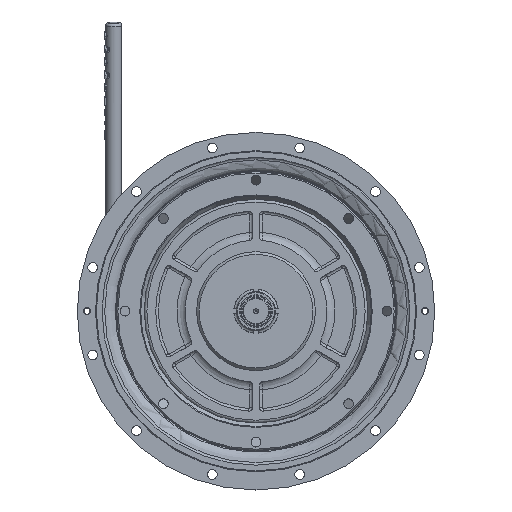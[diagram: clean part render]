
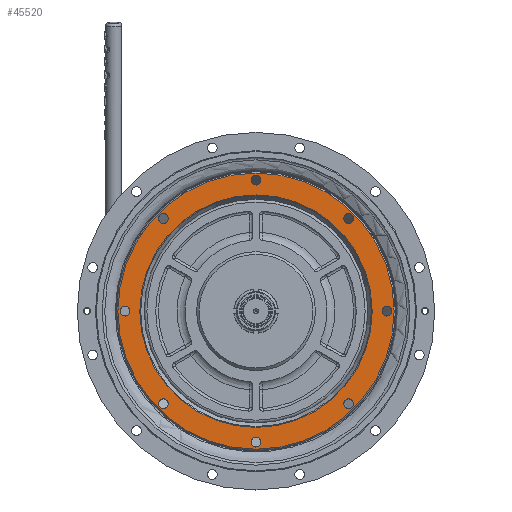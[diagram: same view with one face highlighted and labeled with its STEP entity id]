
A CAD part, top view. The second image highlights one B-rep face of the part: STEP entity #45520.
In plain terms, the highlighted planar face has unit normal (0, 0, 1).
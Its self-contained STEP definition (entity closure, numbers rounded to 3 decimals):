
#790 = DIRECTION ( 'NONE',  ( 0., 0., 1. ) ) ;
#1519 = FACE_BOUND ( 'NONE', #24854, .T. ) ;
#2069 = EDGE_LOOP ( 'NONE', ( #3281 ) ) ;
#2175 = VERTEX_POINT ( 'NONE', #53414 ) ;
#3261 = FACE_BOUND ( 'NONE', #48798, .T. ) ;
#3281 = ORIENTED_EDGE ( 'NONE', *, *, #21795, .T. ) ;
#5224 = DIRECTION ( 'NONE',  ( -1., 0., 0. ) ) ;
#7473 = CARTESIAN_POINT ( 'NONE',  ( 98.904, -104.404, 53.8 ) ) ;
#8465 = CARTESIAN_POINT ( 'NONE',  ( -104.404, 104.404, 53.8 ) ) ;
#10224 = AXIS2_PLACEMENT_3D ( 'NONE', #33775, #790, #39347 ) ;
#10698 = ORIENTED_EDGE ( 'NONE', *, *, #29195, .T. ) ;
#10758 = DIRECTION ( 'NONE',  ( 0., 0., -1. ) ) ;
#11499 = EDGE_LOOP ( 'NONE', ( #57259 ) ) ;
#11578 = EDGE_CURVE ( 'NONE', #67720, #67720, #43770, .T. ) ;
#11590 = EDGE_CURVE ( 'NONE', #53083, #53083, #23931, .T. ) ;
#13269 = CARTESIAN_POINT ( 'NONE',  ( 155.66, 0., 53.8 ) ) ;
#14029 = DIRECTION ( 'NONE',  ( -1., 0., 0. ) ) ;
#14502 = FACE_BOUND ( 'NONE', #2069, .T. ) ;
#15783 = CARTESIAN_POINT ( 'NONE',  ( 0., 0., 53.8 ) ) ;
#16133 = CARTESIAN_POINT ( 'NONE',  ( -5.5, -147.65, 53.8 ) ) ;
#16153 = EDGE_CURVE ( 'NONE', #62554, #62554, #60802, .T. ) ;
#16227 = FACE_OUTER_BOUND ( 'NONE', #24210, .T. ) ;
#16357 = DIRECTION ( 'NONE',  ( 0., 0., -1. ) ) ;
#16823 = CARTESIAN_POINT ( 'NONE',  ( 147.65, 0., 53.8 ) ) ;
#17923 = AXIS2_PLACEMENT_3D ( 'NONE', #43734, #10758, #49231 ) ;
#19952 = AXIS2_PLACEMENT_3D ( 'NONE', #16823, #16357, #70239 ) ;
#20722 = DIRECTION ( 'NONE',  ( -1., 0., 0. ) ) ;
#21274 = DIRECTION ( 'NONE',  ( 1., 0., 0. ) ) ;
#21795 = EDGE_CURVE ( 'NONE', #55628, #55628, #40142, .T. ) ;
#22300 = DIRECTION ( 'NONE',  ( 0., 0., -1. ) ) ;
#23372 = ORIENTED_EDGE ( 'NONE', *, *, #16153, .T. ) ;
#23931 = CIRCLE ( 'NONE', #19952, 5.5 ) ;
#24210 = EDGE_LOOP ( 'NONE', ( #23372 ) ) ;
#24854 = EDGE_LOOP ( 'NONE', ( #40088 ) ) ;
#25982 = CARTESIAN_POINT ( 'NONE',  ( -5.5, 147.65, 53.8 ) ) ;
#26106 = DIRECTION ( 'NONE',  ( 0., 0., -1. ) ) ;
#28432 = AXIS2_PLACEMENT_3D ( 'NONE', #8465, #46962, #14029 ) ;
#28550 = DIRECTION ( 'NONE',  ( 0., 0., -1. ) ) ;
#29110 = FACE_BOUND ( 'NONE', #46272, .T. ) ;
#29162 = EDGE_LOOP ( 'NONE', ( #54111 ) ) ;
#29195 = EDGE_CURVE ( 'NONE', #59947, #59947, #69442, .T. ) ;
#29763 = VERTEX_POINT ( 'NONE', #25982 ) ;
#30292 = DIRECTION ( 'NONE',  ( 0., 0., -1. ) ) ;
#30851 = FACE_BOUND ( 'NONE', #11499, .T. ) ;
#33775 = CARTESIAN_POINT ( 'NONE',  ( -19., 148.792, 53.8 ) ) ;
#34320 = EDGE_CURVE ( 'NONE', #54730, #54730, #66493, .T. ) ;
#35185 = ORIENTED_EDGE ( 'NONE', *, *, #11590, .T. ) ;
#35359 = EDGE_LOOP ( 'NONE', ( #71383 ) ) ;
#36886 = EDGE_CURVE ( 'NONE', #38433, #38433, #42020, .T. ) ;
#36898 = AXIS2_PLACEMENT_3D ( 'NONE', #63251, #30292, #68764 ) ;
#38266 = DIRECTION ( 'NONE',  ( 0., 0., -1. ) ) ;
#38433 = VERTEX_POINT ( 'NONE', #64017 ) ;
#38644 = PLANE ( 'NONE',  #10224 ) ;
#39347 = DIRECTION ( 'NONE',  ( 1., 0., 0. ) ) ;
#39763 = AXIS2_PLACEMENT_3D ( 'NONE', #15783, #54236, #21274 ) ;
#39911 = AXIS2_PLACEMENT_3D ( 'NONE', #55240, #22300, #60831 ) ;
#40088 = ORIENTED_EDGE ( 'NONE', *, *, #42932, .T. ) ;
#40142 = CIRCLE ( 'NONE', #17923, 5.5 ) ;
#41663 = CARTESIAN_POINT ( 'NONE',  ( -109.904, -104.404, 53.8 ) ) ;
#41859 = EDGE_CURVE ( 'NONE', #2175, #2175, #50322, .T. ) ;
#42020 = CIRCLE ( 'NONE', #36898, 5.5 ) ;
#42932 = EDGE_CURVE ( 'NONE', #29763, #29763, #51926, .T. ) ;
#43734 = CARTESIAN_POINT ( 'NONE',  ( -147.65, 0., 53.8 ) ) ;
#43770 = CIRCLE ( 'NONE', #69246, 5.5 ) ;
#43774 = FACE_BOUND ( 'NONE', #70134, .T. ) ;
#44394 = DIRECTION ( 'NONE',  ( 0., 0., -1. ) ) ;
#45105 = AXIS2_PLACEMENT_3D ( 'NONE', #71176, #38266, #5224 ) ;
#45478 = FACE_BOUND ( 'NONE', #29162, .T. ) ;
#45520 = ADVANCED_FACE ( 'NONE', ( #30851, #60129, #45478, #3261, #16227, #1519, #58387, #43774, #29110, #14502 ), #38644, .T. ) ;
#45979 = CARTESIAN_POINT ( 'NONE',  ( 142.15, 0., 53.8 ) ) ;
#46272 = EDGE_LOOP ( 'NONE', ( #10698 ) ) ;
#46962 = DIRECTION ( 'NONE',  ( 0., 0., -1. ) ) ;
#47385 = CARTESIAN_POINT ( 'NONE',  ( -109.904, 104.404, 53.8 ) ) ;
#48798 = EDGE_LOOP ( 'NONE', ( #67592 ) ) ;
#48890 = AXIS2_PLACEMENT_3D ( 'NONE', #61558, #28550, #67041 ) ;
#49231 = DIRECTION ( 'NONE',  ( -1., 0., 0. ) ) ;
#50322 = CIRCLE ( 'NONE', #57962, 131. ) ;
#51926 = CIRCLE ( 'NONE', #45105, 5.5 ) ;
#53083 = VERTEX_POINT ( 'NONE', #45979 ) ;
#53414 = CARTESIAN_POINT ( 'NONE',  ( 131., 0., 53.8 ) ) ;
#54111 = ORIENTED_EDGE ( 'NONE', *, *, #11578, .T. ) ;
#54236 = DIRECTION ( 'NONE',  ( 0., 0., 1. ) ) ;
#54730 = VERTEX_POINT ( 'NONE', #47385 ) ;
#55240 = CARTESIAN_POINT ( 'NONE',  ( 0., -147.65, 53.8 ) ) ;
#55628 = VERTEX_POINT ( 'NONE', #68579 ) ;
#57259 = ORIENTED_EDGE ( 'NONE', *, *, #34320, .T. ) ;
#57962 = AXIS2_PLACEMENT_3D ( 'NONE', #59093, #26106, #64612 ) ;
#58387 = FACE_BOUND ( 'NONE', #65623, .T. ) ;
#59093 = CARTESIAN_POINT ( 'NONE',  ( 0., 0., 53.8 ) ) ;
#59850 = ORIENTED_EDGE ( 'NONE', *, *, #36886, .T. ) ;
#59947 = VERTEX_POINT ( 'NONE', #41663 ) ;
#60129 = FACE_BOUND ( 'NONE', #35359, .T. ) ;
#60802 = CIRCLE ( 'NONE', #39763, 155.66 ) ;
#60831 = DIRECTION ( 'NONE',  ( -1., 0., 0. ) ) ;
#61558 = CARTESIAN_POINT ( 'NONE',  ( -104.404, -104.404, 53.8 ) ) ;
#62080 = CIRCLE ( 'NONE', #39911, 5.5 ) ;
#62554 = VERTEX_POINT ( 'NONE', #13269 ) ;
#63251 = CARTESIAN_POINT ( 'NONE',  ( 104.404, 104.404, 53.8 ) ) ;
#64017 = CARTESIAN_POINT ( 'NONE',  ( 98.904, 104.404, 53.8 ) ) ;
#64612 = DIRECTION ( 'NONE',  ( 1., 0., 0. ) ) ;
#64621 = EDGE_CURVE ( 'NONE', #65856, #65856, #62080, .T. ) ;
#65623 = EDGE_LOOP ( 'NONE', ( #59850 ) ) ;
#65856 = VERTEX_POINT ( 'NONE', #16133 ) ;
#66493 = CIRCLE ( 'NONE', #28432, 5.5 ) ;
#67041 = DIRECTION ( 'NONE',  ( -1., 0., 0. ) ) ;
#67592 = ORIENTED_EDGE ( 'NONE', *, *, #41859, .T. ) ;
#67720 = VERTEX_POINT ( 'NONE', #7473 ) ;
#68579 = CARTESIAN_POINT ( 'NONE',  ( -153.15, 0., 53.8 ) ) ;
#68764 = DIRECTION ( 'NONE',  ( -1., 0., 0. ) ) ;
#69246 = AXIS2_PLACEMENT_3D ( 'NONE', #69995, #44394, #20722 ) ;
#69442 = CIRCLE ( 'NONE', #48890, 5.5 ) ;
#69995 = CARTESIAN_POINT ( 'NONE',  ( 104.404, -104.404, 53.8 ) ) ;
#70134 = EDGE_LOOP ( 'NONE', ( #35185 ) ) ;
#70239 = DIRECTION ( 'NONE',  ( -1., 0., 0. ) ) ;
#71176 = CARTESIAN_POINT ( 'NONE',  ( 0., 147.65, 53.8 ) ) ;
#71383 = ORIENTED_EDGE ( 'NONE', *, *, #64621, .T. ) ;
